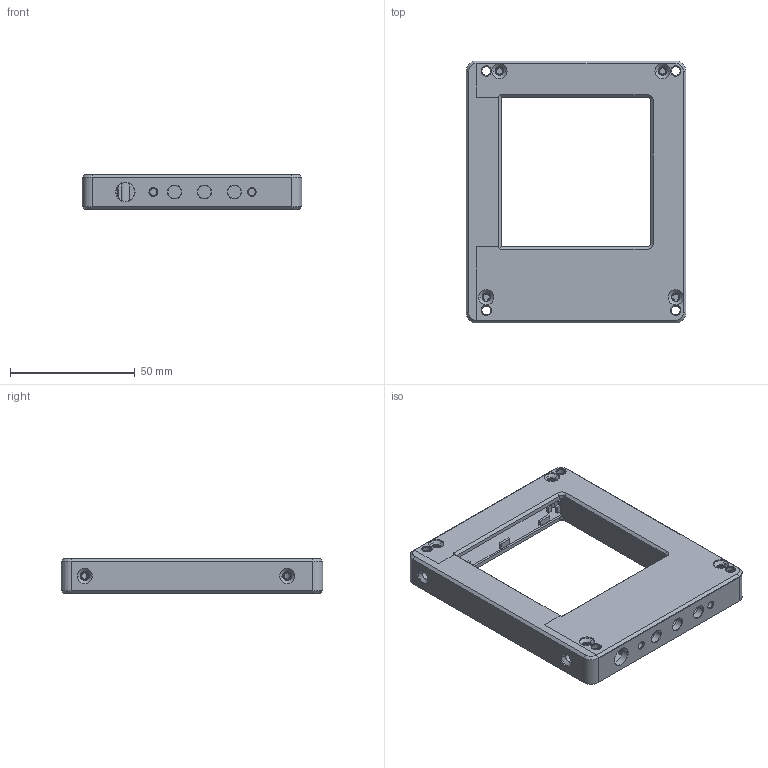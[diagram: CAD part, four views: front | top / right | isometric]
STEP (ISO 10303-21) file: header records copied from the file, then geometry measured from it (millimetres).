
FILE_DESCRIPTION((''),'2;1');
FILE_NAME('CK-60X_ASM_ASM','2022-04-19T15:05:26',('Administrator'),(''),'CREO PARAMETRIC BY PTC INC, 2021023','CREO PARAMETRIC BY PTC INC, 2021023','');
FILE_SCHEMA(('AUTOMOTIVE_DESIGN { 1 0 10303 214 1 1 1 1 }'));
Length unit declared in the file: millimetre
Products named in the file (7): BOTTOM_SHELL-60X; PTC_SYSTEM_MTRL_PROPS; FENCE_60X; UPPER_COVER-60X; CK-60X_ASM_ASM
Assembly tree (3 placements, depth 2):
  PTC_SYSTEM_MTRL_PROPS
  PTC_SYSTEM_MTRL_PROPS
  PTC_SYSTEM_MTRL_PROPS
  CK-60X_ASM_ASM
    BOTTOM_SHELL-60X
    FENCE_60X
    UPPER_COVER-60X
Bounding box: 88 x 105 x 14 mm (x, y, z)
Volume: 39799.1 mm3; surface area: 34575.2 mm2
Topology: 3 solids, 3 shells, 435 faces, 1133 edges, 716 vertices
Faces by surface type: plane 217, cylinder 132, cone 86
Entity records: 17074 total; most frequent: CARTESIAN_POINT 2372, DIRECTION 2342, ORIENTED_EDGE 2258, EDGE_CURVE 1129, PRESENTATION_STYLE_ASSIGNMENT 1085, STYLED_ITEM 1085, CURVE_STYLE 1049, AXIS2_PLACEMENT_3D 785
